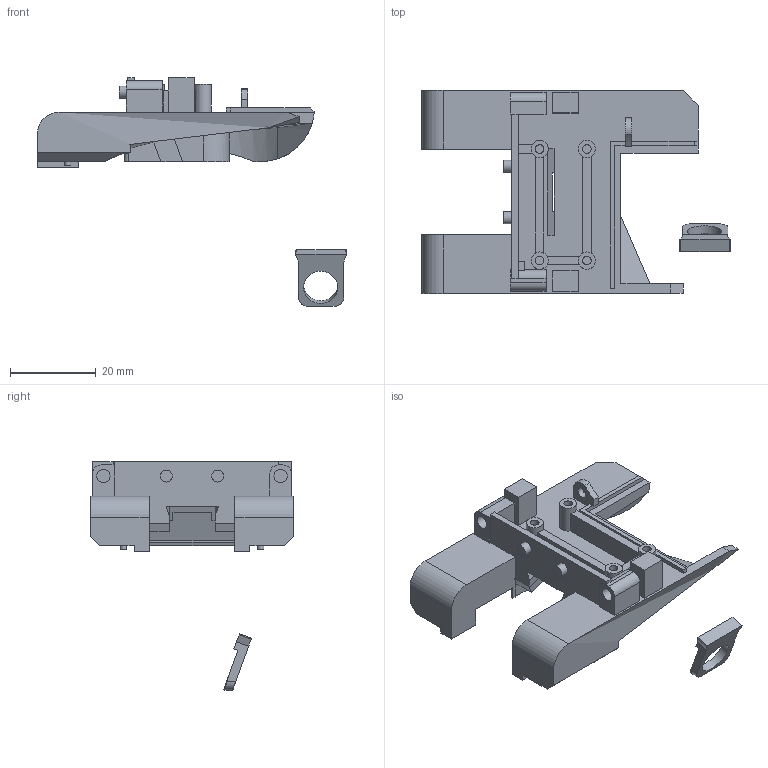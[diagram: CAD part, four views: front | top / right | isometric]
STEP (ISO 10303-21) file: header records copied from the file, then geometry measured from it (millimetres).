
FILE_DESCRIPTION(/* description */ ('NONE'),/* implementation_level */ '2;1');
FILE_NAME(/* name */ 'inner_fan_duct_and_camera_clamp.step',/* time_stamp */ '2026-02-22T11:33:34+10:30',/* author */ (''),/* organization */ (''),/* preprocessor_version */ 'ST-DEVELOPER v20.1',/* originating_system */ 'Autodesk Translation Framework v14.24.0.0',/* authorisation */ '');
FILE_SCHEMA (('AUTOMOTIVE_DESIGN { 1 0 10303 214 3 1 1 }'));
Length unit declared in the file: millimetre
Products named in the file (2): K2-toolhead; Nozzle Camera Clamp
Assembly tree (1 placements, depth 2):
  K2-toolhead
    Nozzle Camera Clamp
Bounding box: 71.96 x 47.3 x 53.2 mm (x, y, z)
Volume: 16666.6 mm3; surface area: 10402.8 mm2
Topology: 2 solids, 2 shells, 192 faces, 522 edges, 342 vertices
Faces by surface type: plane 145, cylinder 39, bspline 7, cone 1
Full cylindrical faces by diameter (mm): 1.5 x2, 1.8 x2, 2 x4, 2.5 x1, 2.8 x2, 3.1 x2, 4 x4, 8 x1
Entity records: 7176 total; most frequent: CARTESIAN_POINT 2242, ORIENTED_EDGE 1040, DIRECTION 961, EDGE_CURVE 520, LINE 381, VECTOR 381, VERTEX_POINT 342, AXIS2_PLACEMENT_3D 290
